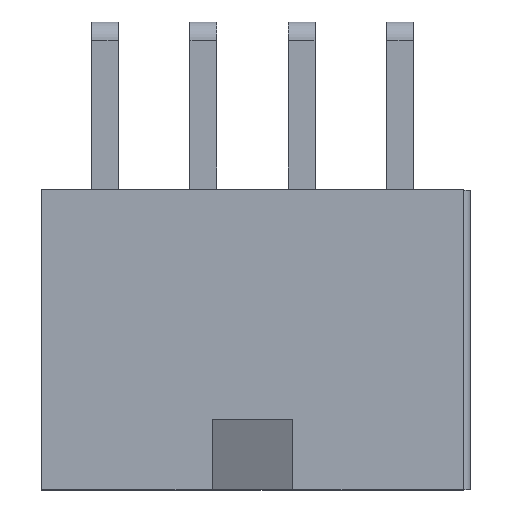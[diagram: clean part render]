
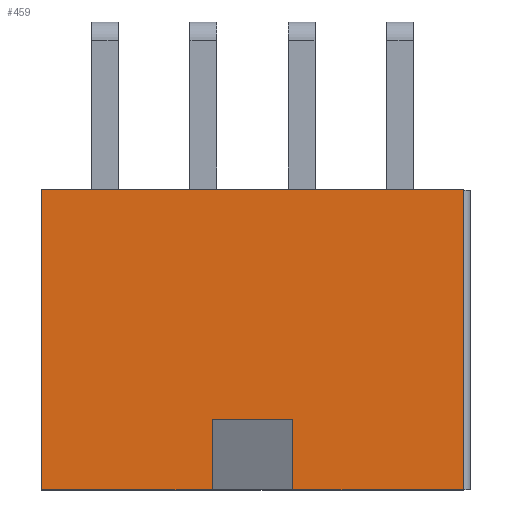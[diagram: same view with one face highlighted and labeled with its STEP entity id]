
A CAD part, top view. The second image highlights one B-rep face of the part: STEP entity #459.
In plain terms, the highlighted planar face has unit normal (0, 0, 1).
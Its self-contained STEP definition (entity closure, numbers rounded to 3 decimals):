
#459 = ADVANCED_FACE( '', ( #995 ), #996, .T. );
#995 = FACE_OUTER_BOUND( '', #2827, .T. );
#996 = PLANE( '', #2828 );
#2827 = EDGE_LOOP( '', ( #4950, #4951, #4952, #4953, #4954, #4955, #4956, #4957 ) );
#2828 = AXIS2_PLACEMENT_3D( '', #4958, #4959, #4960 );
#4950 = ORIENTED_EDGE( '', *, *, #6606, .F. );
#4951 = ORIENTED_EDGE( '', *, *, #6434, .F. );
#4952 = ORIENTED_EDGE( '', *, *, #6495, .F. );
#4953 = ORIENTED_EDGE( '', *, *, #6607, .F. );
#4954 = ORIENTED_EDGE( '', *, *, #6608, .T. );
#4955 = ORIENTED_EDGE( '', *, *, #6609, .T. );
#4956 = ORIENTED_EDGE( '', *, *, #6428, .F. );
#4957 = ORIENTED_EDGE( '', *, *, #6610, .F. );
#4958 = CARTESIAN_POINT( '', ( 9., -6.4, 4.8 ) );
#4959 = DIRECTION( '', ( 0., 0., 1. ) );
#4960 = DIRECTION( '', ( 1., 0., 0. ) );
#6428 = EDGE_CURVE( '', #7255, #7257, #7258, .T. );
#6434 = EDGE_CURVE( '', #7267, #7268, #7269, .T. );
#6495 = EDGE_CURVE( '', #7371, #7267, #7373, .T. );
#6606 = EDGE_CURVE( '', #7268, #7552, #7553, .T. );
#6607 = EDGE_CURVE( '', #7554, #7371, #7555, .T. );
#6608 = EDGE_CURVE( '', #7554, #7556, #7557, .T. );
#6609 = EDGE_CURVE( '', #7556, #7257, #7558, .T. );
#6610 = EDGE_CURVE( '', #7552, #7255, #7559, .T. );
#7255 = VERTEX_POINT( '', #8584 );
#7257 = VERTEX_POINT( '', #8587 );
#7258 = LINE( '', #8588, #8589 );
#7267 = VERTEX_POINT( '', #8602 );
#7268 = VERTEX_POINT( '', #8603 );
#7269 = LINE( '', #8604, #8605 );
#7371 = VERTEX_POINT( '', #9065 );
#7373 = LINE( '', #9068, #9069 );
#7552 = VERTEX_POINT( '', #9500 );
#7553 = LINE( '', #9501, #9502 );
#7554 = VERTEX_POINT( '', #9503 );
#7555 = LINE( '', #9504, #9505 );
#7556 = VERTEX_POINT( '', #9506 );
#7557 = LINE( '', #9507, #9508 );
#7558 = LINE( '', #9509, #9510 );
#7559 = LINE( '', #9511, #9512 );
#8584 = CARTESIAN_POINT( '', ( -9., -6.4, 4.8 ) );
#8587 = CARTESIAN_POINT( '', ( -9., 6.4, 4.8 ) );
#8588 = CARTESIAN_POINT( '', ( -9., -6.4, 4.8 ) );
#8589 = VECTOR( '', #10642, 1000. );
#8602 = CARTESIAN_POINT( '', ( 1.725, -3.4, 4.8 ) );
#8603 = CARTESIAN_POINT( '', ( -1.725, -3.4, 4.8 ) );
#8604 = CARTESIAN_POINT( '', ( 1.725, -3.4, 4.8 ) );
#8605 = VECTOR( '', #10647, 1000. );
#9065 = CARTESIAN_POINT( '', ( 1.725, -6.4, 4.8 ) );
#9068 = CARTESIAN_POINT( '', ( 1.725, -6.4, 4.8 ) );
#9069 = VECTOR( '', #10688, 1000. );
#9500 = CARTESIAN_POINT( '', ( -1.725, -6.4, 4.8 ) );
#9501 = CARTESIAN_POINT( '', ( -1.725, -3.4, 4.8 ) );
#9502 = VECTOR( '', #10773, 1000. );
#9503 = CARTESIAN_POINT( '', ( 9., -6.4, 4.8 ) );
#9504 = CARTESIAN_POINT( '', ( 9., -6.4, 4.8 ) );
#9505 = VECTOR( '', #10774, 1000. );
#9506 = CARTESIAN_POINT( '', ( 9., 6.4, 4.8 ) );
#9507 = CARTESIAN_POINT( '', ( 9., -6.4, 4.8 ) );
#9508 = VECTOR( '', #10775, 1000. );
#9509 = CARTESIAN_POINT( '', ( 9., 6.4, 4.8 ) );
#9510 = VECTOR( '', #10776, 1000. );
#9511 = CARTESIAN_POINT( '', ( 9., -6.4, 4.8 ) );
#9512 = VECTOR( '', #10777, 1000. );
#10642 = DIRECTION( '', ( 0., 1., 0. ) );
#10647 = DIRECTION( '', ( -1., 0., 0. ) );
#10688 = DIRECTION( '', ( 0., 1., 0. ) );
#10773 = DIRECTION( '', ( 0., -1., 0. ) );
#10774 = DIRECTION( '', ( -1., 0., 0. ) );
#10775 = DIRECTION( '', ( 0., 1., 0. ) );
#10776 = DIRECTION( '', ( -1., 0., 0. ) );
#10777 = DIRECTION( '', ( -1., 0., 0. ) );
